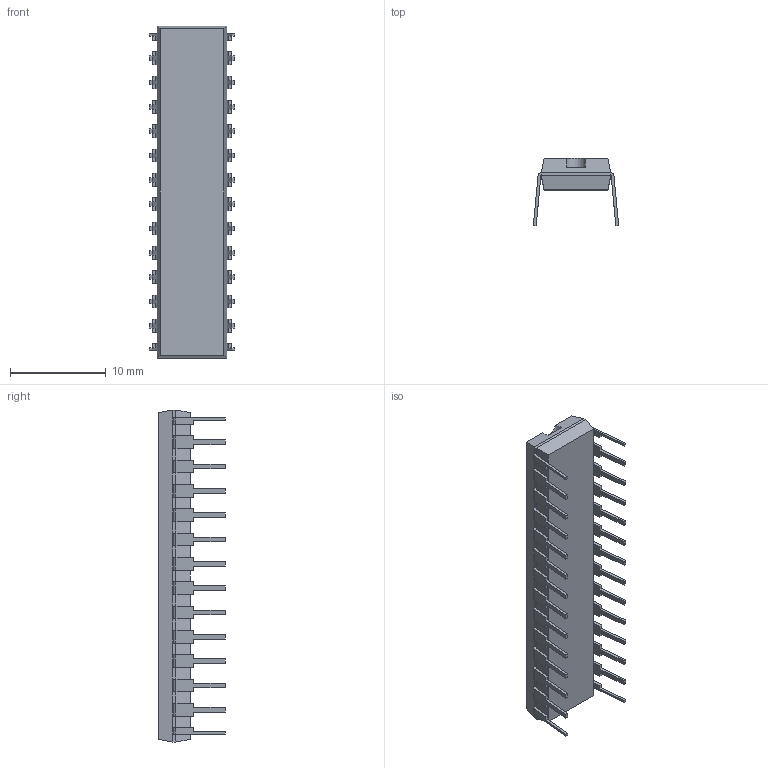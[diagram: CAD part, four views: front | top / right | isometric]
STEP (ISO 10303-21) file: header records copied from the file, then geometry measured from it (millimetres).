
FILE_DESCRIPTION(/* description */ (''),/* implementation_level */ '2;1');
FILE_NAME(/* name */ 'PIC16F877A_28-Lead Skinny Plastic Dual In-line (SP) - 300 mil (PDIP).stp',/* time_stamp */ '2023-04-14T15:19:37+07:00',/* author */ ('Huy Pham'),/* organization */ (''),/* preprocessor_version */ 'ST-DEVELOPER v19.2',/* originating_system */ 'Autodesk Inventor 2024',/* authorisation */ '');
FILE_SCHEMA (('AUTOMOTIVE_DESIGN { 1 0 10303 214 3 1 1 }'));
Length unit declared in the file: millimetre
Products named in the file (1): PIC16F87XA_28-Lead Skinny Plastic Dual In-line (SP) - 300 mil (PDIP)
Bounding box: 8.89 x 6.98 x 34.67 mm (x, y, z)
Volume: 825.2 mm3; surface area: 1055.4 mm2
Topology: 1 solids, 1 shells, 361 faces, 1045 edges, 702 vertices
Faces by surface type: plane 303, cylinder 58
Full cylindrical faces by diameter (mm): 1.5 x1
Entity records: 12240 total; most frequent: CARTESIAN_POINT 2298, ORIENTED_EDGE 2090, DIRECTION 1824, EDGE_CURVE 1045, LINE 864, VECTOR 864, VERTEX_POINT 702, AXIS2_PLACEMENT_3D 480
